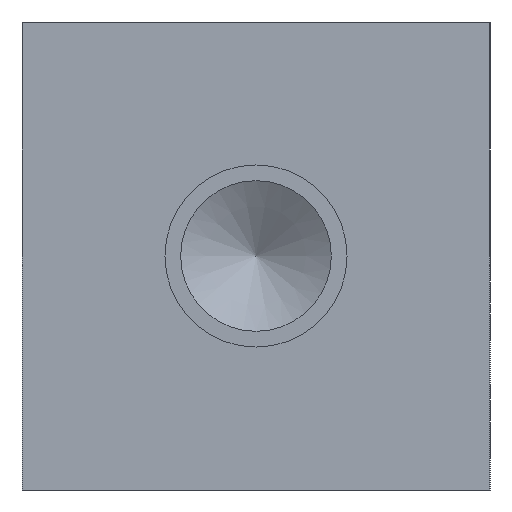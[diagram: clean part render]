
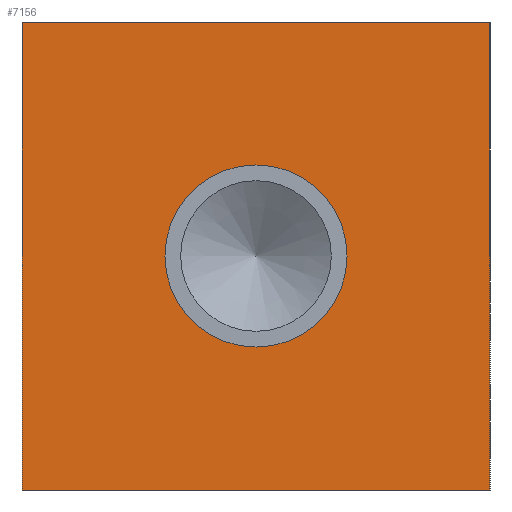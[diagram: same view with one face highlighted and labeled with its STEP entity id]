
A CAD part, left-side view. The second image highlights one B-rep face of the part: STEP entity #7156.
In plain terms, the highlighted planar face has unit normal (-1, 0, 0).
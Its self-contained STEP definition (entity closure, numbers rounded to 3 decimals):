
#120=CIRCLE('',#7503,8.649);
#121=CIRCLE('',#7504,8.649);
#164=FACE_BOUND('',#1164,.T.);
#397=PLANE('',#7506);
#759=FACE_OUTER_BOUND('',#1163,.T.);
#1163=EDGE_LOOP('',(#6350,#6351,#6352,#6353));
#1164=EDGE_LOOP('',(#6354,#6355));
#1463=LINE('',#11064,#2164);
#1873=LINE('',#12204,#2574);
#1874=LINE('',#12205,#2575);
#1875=LINE('',#12206,#2576);
#2164=VECTOR('',#7943,10.);
#2574=VECTOR('',#8869,10.);
#2575=VECTOR('',#8870,10.);
#2576=VECTOR('',#8871,10.);
#3098=VERTEX_POINT('',#11057);
#3101=VERTEX_POINT('',#11062);
#3442=VERTEX_POINT('',#12194);
#3443=VERTEX_POINT('',#12195);
#3444=VERTEX_POINT('',#12202);
#3445=VERTEX_POINT('',#12203);
#3919=EDGE_CURVE('',#3101,#3098,#1463,.T.);
#4417=EDGE_CURVE('',#3442,#3443,#120,.T.);
#4418=EDGE_CURVE('',#3443,#3442,#121,.T.);
#4421=EDGE_CURVE('',#3444,#3445,#1873,.T.);
#4422=EDGE_CURVE('',#3445,#3098,#1874,.T.);
#4423=EDGE_CURVE('',#3444,#3101,#1875,.T.);
#6350=ORIENTED_EDGE('',*,*,#4421,.T.);
#6351=ORIENTED_EDGE('',*,*,#4422,.T.);
#6352=ORIENTED_EDGE('',*,*,#3919,.F.);
#6353=ORIENTED_EDGE('',*,*,#4423,.F.);
#6354=ORIENTED_EDGE('',*,*,#4417,.T.);
#6355=ORIENTED_EDGE('',*,*,#4418,.T.);
#7156=ADVANCED_FACE('',(#759,#164),#397,.T.);
#7503=AXIS2_PLACEMENT_3D('',#12196,#8859,#8860);
#7504=AXIS2_PLACEMENT_3D('',#12197,#8861,#8862);
#7506=AXIS2_PLACEMENT_3D('',#12201,#8867,#8868);
#7943=DIRECTION('',(0.,-1.,0.));
#8859=DIRECTION('center_axis',(1.,0.,0.));
#8860=DIRECTION('ref_axis',(0.,1.,0.));
#8861=DIRECTION('center_axis',(1.,0.,0.));
#8862=DIRECTION('ref_axis',(0.,1.,0.));
#8867=DIRECTION('center_axis',(-1.,0.,0.));
#8868=DIRECTION('ref_axis',(0.,-1.,0.));
#8869=DIRECTION('',(0.,-1.,0.));
#8870=DIRECTION('',(0.,0.,1.));
#8871=DIRECTION('',(0.,0.,1.));
#11057=CARTESIAN_POINT('',(0.,0.,44.45));
#11062=CARTESIAN_POINT('',(0.,44.45,44.45));
#11064=CARTESIAN_POINT('',(0.,44.45,44.45));
#12194=CARTESIAN_POINT('',(0.,30.874,22.225));
#12195=CARTESIAN_POINT('',(0.,13.576,22.225));
#12196=CARTESIAN_POINT('Origin',(0.,22.225,22.225));
#12197=CARTESIAN_POINT('Origin',(0.,22.225,22.225));
#12201=CARTESIAN_POINT('Origin',(0.,44.45,0.));
#12202=CARTESIAN_POINT('',(0.,44.45,0.));
#12203=CARTESIAN_POINT('',(0.,0.,0.));
#12204=CARTESIAN_POINT('',(0.,44.45,0.));
#12205=CARTESIAN_POINT('',(0.,0.,0.));
#12206=CARTESIAN_POINT('',(0.,44.45,0.));
